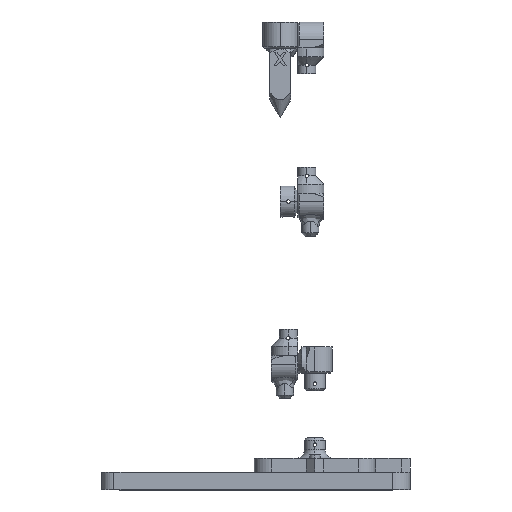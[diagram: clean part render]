
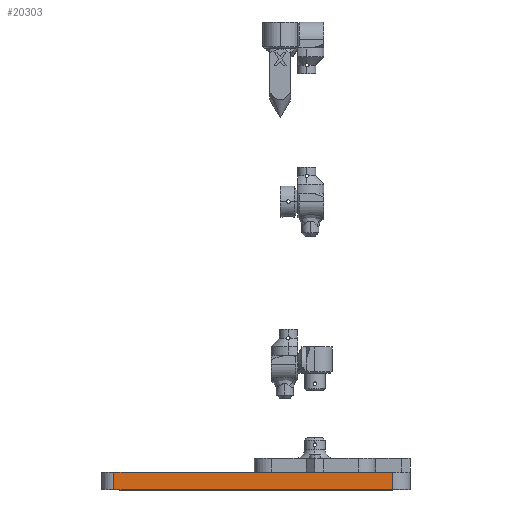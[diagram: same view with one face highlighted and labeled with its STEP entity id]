
A CAD part, top view. The second image highlights one B-rep face of the part: STEP entity #20303.
In plain terms, the highlighted planar face has unit normal (0, 0, 1).
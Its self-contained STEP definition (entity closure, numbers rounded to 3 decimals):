
#425 = DIRECTION ( 'NONE',  ( 1., 0., 0. ) ) ;
#3148 = VECTOR ( 'NONE', #425, 1000. ) ;
#3206 = LINE ( 'NONE', #3413, #8105 ) ;
#3413 = CARTESIAN_POINT ( 'NONE',  ( -89., 10., 86.5 ) ) ;
#3484 = DIRECTION ( 'NONE',  ( 0., 1., 0. ) ) ;
#3521 = LINE ( 'NONE', #10128, #6753 ) ;
#4794 = PLANE ( 'NONE',  #7082 ) ;
#5721 = VERTEX_POINT ( 'NONE', #41550 ) ;
#6410 = ORIENTED_EDGE ( 'NONE', *, *, #32449, .F. ) ;
#6753 = VECTOR ( 'NONE', #30384, 1000. ) ;
#7082 = AXIS2_PLACEMENT_3D ( 'NONE', #7849, #24385, #30991 ) ;
#7849 = CARTESIAN_POINT ( 'NONE',  ( -89., 10., 86.5 ) ) ;
#8105 = VECTOR ( 'NONE', #40164, 1000. ) ;
#10128 = CARTESIAN_POINT ( 'NONE',  ( -82., 10., 86.5 ) ) ;
#16587 = CARTESIAN_POINT ( 'NONE',  ( -82., 10., 86.5 ) ) ;
#17180 = LINE ( 'NONE', #30591, #3148 ) ;
#18799 = EDGE_CURVE ( 'NONE', #5721, #33533, #20457, .T. ) ;
#20239 = CARTESIAN_POINT ( 'NONE',  ( 79., 10., 86.5 ) ) ;
#20303 = ADVANCED_FACE ( 'NONE', ( #41979 ), #4794, .F. ) ;
#20457 = LINE ( 'NONE', #20239, #20689 ) ;
#20689 = VECTOR ( 'NONE', #3484, 1000. ) ;
#24385 = DIRECTION ( 'NONE',  ( 0., 0., -1. ) ) ;
#26310 = VERTEX_POINT ( 'NONE', #16587 ) ;
#27977 = ORIENTED_EDGE ( 'NONE', *, *, #31519, .T. ) ;
#30384 = DIRECTION ( 'NONE',  ( 0., -1., 0. ) ) ;
#30507 = EDGE_LOOP ( 'NONE', ( #27977, #35945, #6410, #40735 ) ) ;
#30591 = CARTESIAN_POINT ( 'NONE',  ( -89., 0., 86.5 ) ) ;
#30991 = DIRECTION ( 'NONE',  ( -1., 0., 0. ) ) ;
#31340 = VERTEX_POINT ( 'NONE', #36761 ) ;
#31519 = EDGE_CURVE ( 'NONE', #31340, #5721, #17180, .T. ) ;
#32449 = EDGE_CURVE ( 'NONE', #26310, #33533, #3206, .T. ) ;
#33379 = CARTESIAN_POINT ( 'NONE',  ( 79., 10., 86.5 ) ) ;
#33533 = VERTEX_POINT ( 'NONE', #33379 ) ;
#33677 = EDGE_CURVE ( 'NONE', #26310, #31340, #3521, .T. ) ;
#35945 = ORIENTED_EDGE ( 'NONE', *, *, #18799, .T. ) ;
#36761 = CARTESIAN_POINT ( 'NONE',  ( -82., 0., 86.5 ) ) ;
#40164 = DIRECTION ( 'NONE',  ( 1., 0., 0. ) ) ;
#40735 = ORIENTED_EDGE ( 'NONE', *, *, #33677, .T. ) ;
#41550 = CARTESIAN_POINT ( 'NONE',  ( 79., 0., 86.5 ) ) ;
#41979 = FACE_OUTER_BOUND ( 'NONE', #30507, .T. ) ;
